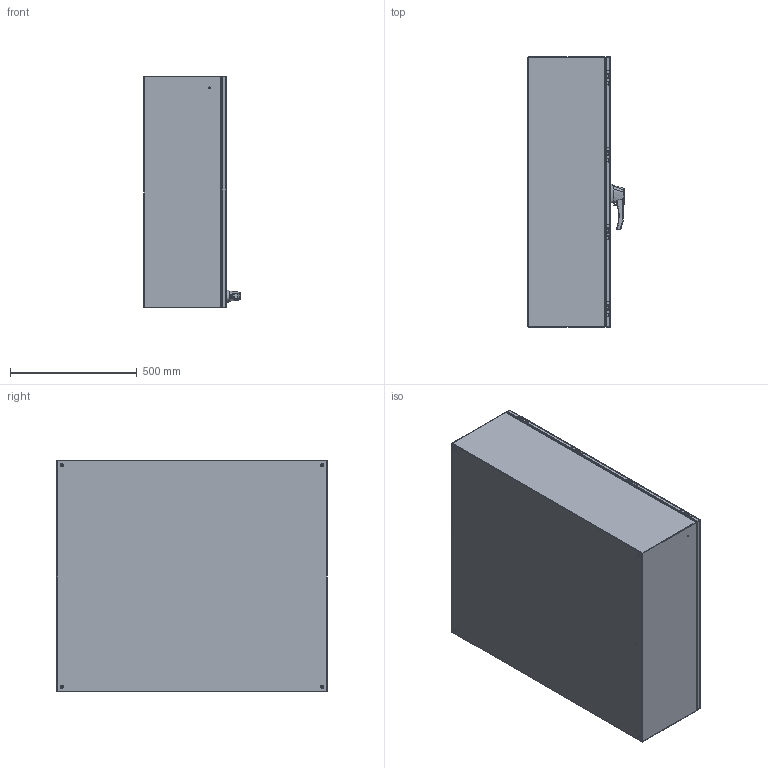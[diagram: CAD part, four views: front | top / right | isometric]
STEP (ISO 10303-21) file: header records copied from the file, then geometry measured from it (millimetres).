
FILE_DESCRIPTION (( 'STEP AP214' ), '1' );
FILE_NAME ('EN4SD423612SSWH.STEP', '2019-10-10T20:05:56', ( '' ), ( '' ), 'SwSTEP 2.0', 'SolidWorks 2018', '' );
FILE_SCHEMA (( 'AUTOMOTIVE_DESIGN' ));
Length unit declared in the file: inch
Products named in the file (1): EN4SD423612SSWH
Bounding box: 379.93 x 1066.8 x 914.4 mm (x, y, z)
Volume: 6843951.4 mm3; surface area: 7404562.5 mm2
Topology: 68 solids, 69 shells, 1786 faces, 4238 edges, 2652 vertices
Faces by surface type: plane 779, cylinder 668, bspline 222, cone 67, torus 50
Entity records: 116399 total; most frequent: CARTESIAN_POINT 52494, ORIENTED_EDGE 8418, DIRECTION 7915, EDGE_CURVE 4209, AXIS2_PLACEMENT_3D 2844, VERTEX_POINT 2652, VECTOR 2227, LINE 2227
